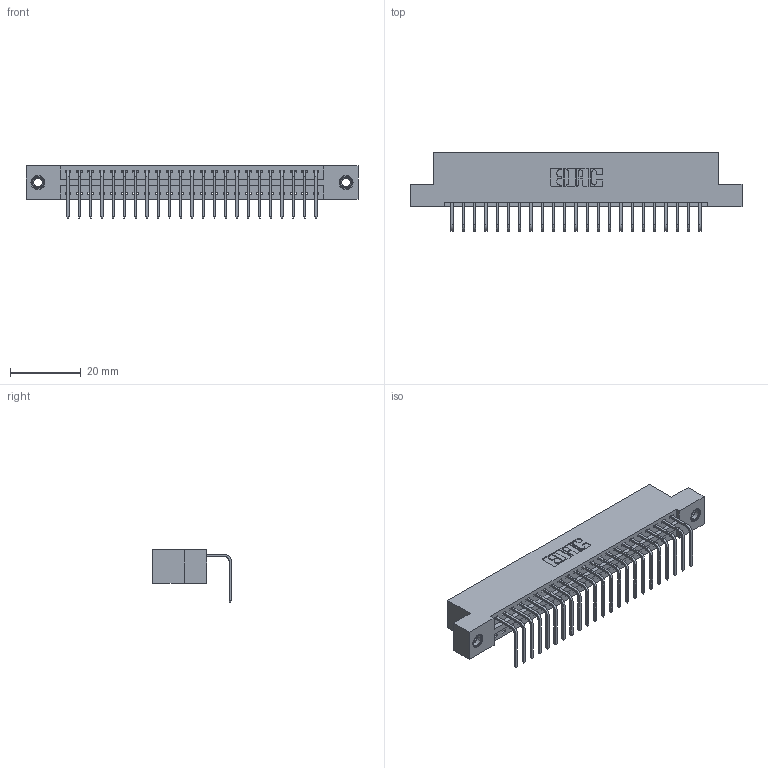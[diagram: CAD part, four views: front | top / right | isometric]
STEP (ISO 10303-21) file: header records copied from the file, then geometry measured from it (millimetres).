
FILE_DESCRIPTION (( 'STEP AP203' ), '1' );
FILE_NAME ('346-023-558-107.STEP', '2022-05-05T21:45:06', ( '' ), ( '' ), 'SwSTEP 2.0', 'SolidWorks 2020', '' );
FILE_SCHEMA (( 'CONFIG_CONTROL_DESIGN' ));
Length unit declared in the file: inch
Products named in the file (4): 346 Part_Flush Mounting Lugs - 0.156 Dia-TI; 345-292-001_558 Tail - 2; 346-023-558-107; 345-250-001_345-250-005-103
Assembly tree (26 placements, depth 2):
  346-023-558-107
    346 Part_Flush Mounting Lugs - 0.156 Dia-TI
    345-292-001_558 Tail - 2  x23
    345-250-001_345-250-005-103  x2
Bounding box: 93.6 x 22.16 x 14.73 mm (x, y, z)
Volume: 8891.7 mm3; surface area: 11400.3 mm2
Topology: 26 solids, 26 shells, 1562 faces, 4651 edges, 3062 vertices
Faces by surface type: plane 1074, cylinder 472, cone 12, torus 4
Entity records: 18102 total; most frequent: CARTESIAN_POINT 3092, ORIENTED_EDGE 3042, DIRECTION 2777, EDGE_CURVE 1521, LINE 1277, VECTOR 1277, VERTEX_POINT 1008, AXIS2_PLACEMENT_3D 750
